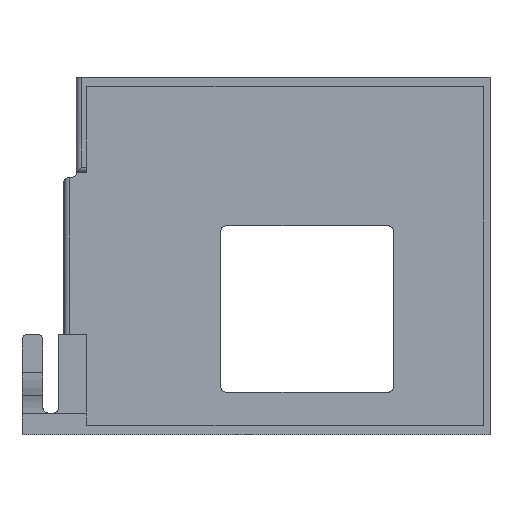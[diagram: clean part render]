
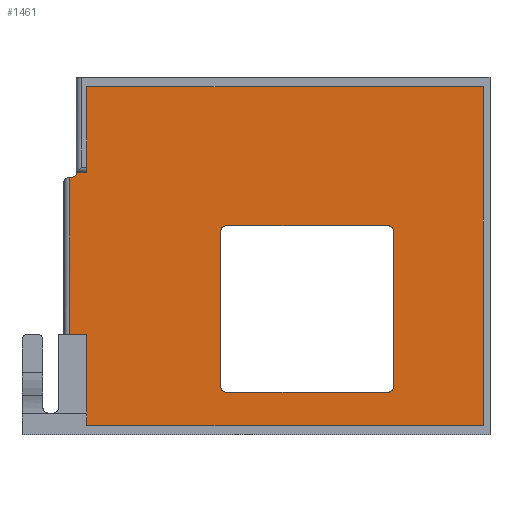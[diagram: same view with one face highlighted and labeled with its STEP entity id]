
A CAD part, top view. The second image highlights one B-rep face of the part: STEP entity #1461.
In plain terms, the highlighted planar face has unit normal (0, 0, 1).
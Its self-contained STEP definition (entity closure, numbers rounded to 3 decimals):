
#34=FACE_BOUND('',#250,.T.);
#84=PLANE('',#1615);
#163=FACE_OUTER_BOUND('',#249,.T.);
#249=EDGE_LOOP('',(#1329,#1330,#1331,#1332,#1333,#1334,#1335,#1336,#1337,
#1338));
#250=EDGE_LOOP('',(#1339,#1340,#1341,#1342,#1343,#1344,#1345,#1346));
#255=LINE('',#2064,#400);
#259=LINE('',#2076,#404);
#264=LINE('',#2085,#409);
#315=LINE('',#2258,#460);
#322=LINE('',#2278,#467);
#333=LINE('',#2306,#478);
#382=LINE('',#2460,#527);
#384=LINE('',#2464,#529);
#386=LINE('',#2468,#531);
#388=LINE('',#2472,#533);
#390=LINE('',#2475,#535);
#392=LINE('',#2482,#537);
#395=LINE('',#2493,#540);
#400=VECTOR('',#1634,10.);
#404=VECTOR('',#1646,10.);
#409=VECTOR('',#1653,10.);
#460=VECTOR('',#1782,10.);
#467=VECTOR('',#1801,10.);
#478=VECTOR('',#1822,10.);
#527=VECTOR('',#1997,10.);
#529=VECTOR('',#2001,10.);
#531=VECTOR('',#2005,10.);
#533=VECTOR('',#2009,10.);
#535=VECTOR('',#2013,10.);
#537=VECTOR('',#2021,10.);
#540=VECTOR('',#2038,10.);
#543=CIRCLE('',#1480,0.5);
#546=CIRCLE('',#1485,0.5);
#595=CIRCLE('',#1599,0.5);
#596=CIRCLE('',#1606,0.5);
#597=CIRCLE('',#1609,0.5);
#600=VERTEX_POINT('',#2054);
#601=VERTEX_POINT('',#2055);
#604=VERTEX_POINT('',#2063);
#607=VERTEX_POINT('',#2071);
#608=VERTEX_POINT('',#2075);
#611=VERTEX_POINT('',#2083);
#665=VERTEX_POINT('',#2255);
#666=VERTEX_POINT('',#2257);
#673=VERTEX_POINT('',#2276);
#684=VERTEX_POINT('',#2302);
#718=VERTEX_POINT('',#2410);
#726=VERTEX_POINT('',#2455);
#727=VERTEX_POINT('',#2459);
#728=VERTEX_POINT('',#2463);
#729=VERTEX_POINT('',#2467);
#730=VERTEX_POINT('',#2471);
#731=VERTEX_POINT('',#2477);
#732=VERTEX_POINT('',#2481);
#734=EDGE_CURVE('',#600,#601,#543,.T.);
#738=EDGE_CURVE('',#604,#601,#255,.T.);
#742=EDGE_CURVE('',#604,#607,#546,.T.);
#744=EDGE_CURVE('',#608,#607,#259,.F.);
#749=EDGE_CURVE('',#600,#611,#264,.F.);
#822=EDGE_CURVE('',#666,#665,#315,.F.);
#832=EDGE_CURVE('',#665,#673,#322,.F.);
#846=EDGE_CURVE('',#666,#684,#333,.T.);
#919=EDGE_CURVE('',#718,#726,#595,.T.);
#921=EDGE_CURVE('',#727,#718,#382,.F.);
#923=EDGE_CURVE('',#728,#727,#384,.F.);
#925=EDGE_CURVE('',#729,#728,#386,.F.);
#927=EDGE_CURVE('',#730,#729,#388,.F.);
#929=EDGE_CURVE('',#673,#730,#390,.F.);
#930=EDGE_CURVE('',#608,#731,#596,.F.);
#932=EDGE_CURVE('',#732,#731,#392,.F.);
#934=EDGE_CURVE('',#732,#611,#597,.F.);
#938=EDGE_CURVE('',#726,#684,#395,.F.);
#1329=ORIENTED_EDGE('',*,*,#846,.F.);
#1330=ORIENTED_EDGE('',*,*,#822,.T.);
#1331=ORIENTED_EDGE('',*,*,#832,.T.);
#1332=ORIENTED_EDGE('',*,*,#929,.T.);
#1333=ORIENTED_EDGE('',*,*,#927,.T.);
#1334=ORIENTED_EDGE('',*,*,#925,.T.);
#1335=ORIENTED_EDGE('',*,*,#923,.T.);
#1336=ORIENTED_EDGE('',*,*,#921,.T.);
#1337=ORIENTED_EDGE('',*,*,#919,.T.);
#1338=ORIENTED_EDGE('',*,*,#938,.T.);
#1339=ORIENTED_EDGE('',*,*,#744,.T.);
#1340=ORIENTED_EDGE('',*,*,#742,.F.);
#1341=ORIENTED_EDGE('',*,*,#738,.T.);
#1342=ORIENTED_EDGE('',*,*,#734,.F.);
#1343=ORIENTED_EDGE('',*,*,#749,.T.);
#1344=ORIENTED_EDGE('',*,*,#934,.F.);
#1345=ORIENTED_EDGE('',*,*,#932,.T.);
#1346=ORIENTED_EDGE('',*,*,#930,.F.);
#1461=ADVANCED_FACE('',(#163,#34),#84,.T.);
#1480=AXIS2_PLACEMENT_3D('',#2056,#1626,#1627);
#1485=AXIS2_PLACEMENT_3D('',#2072,#1641,#1642);
#1599=AXIS2_PLACEMENT_3D('',#2456,#1992,#1993);
#1606=AXIS2_PLACEMENT_3D('',#2478,#2016,#2017);
#1609=AXIS2_PLACEMENT_3D('',#2485,#2025,#2026);
#1615=AXIS2_PLACEMENT_3D('',#2495,#2040,#2041);
#1626=DIRECTION('center_axis',(0.,0.,1.));
#1627=DIRECTION('ref_axis',(0.707,-0.707,0.));
#1634=DIRECTION('',(0.,-1.,0.));
#1641=DIRECTION('center_axis',(0.,0.,1.));
#1642=DIRECTION('ref_axis',(0.707,0.707,0.));
#1646=DIRECTION('',(-1.,0.,0.));
#1653=DIRECTION('',(1.,0.,0.));
#1782=DIRECTION('',(-1.,0.,0.));
#1801=DIRECTION('',(0.,1.,0.));
#1822=DIRECTION('',(0.,1.,0.));
#1992=DIRECTION('center_axis',(0.,0.,-1.));
#1993=DIRECTION('ref_axis',(0.707,-0.707,0.));
#1997=DIRECTION('',(1.,0.,0.));
#2001=DIRECTION('',(0.,1.,0.));
#2005=DIRECTION('',(1.,0.,0.));
#2009=DIRECTION('',(0.,-1.,0.));
#2013=DIRECTION('',(-1.,0.,0.));
#2016=DIRECTION('center_axis',(0.,0.,-1.));
#2017=DIRECTION('ref_axis',(-0.707,0.707,0.));
#2021=DIRECTION('',(0.,-1.,0.));
#2025=DIRECTION('center_axis',(0.,0.,-1.));
#2026=DIRECTION('ref_axis',(-0.707,-0.707,0.));
#2038=DIRECTION('',(1.,0.,0.));
#2040=DIRECTION('center_axis',(0.,0.,1.));
#2041=DIRECTION('ref_axis',(1.,0.,0.));
#2054=CARTESIAN_POINT('',(7.,-13.,-1.371));
#2055=CARTESIAN_POINT('',(7.5,-12.5,-1.371));
#2056=CARTESIAN_POINT('Origin',(7.,-12.5,-1.371));
#2063=CARTESIAN_POINT('',(7.5,2.4,-1.371));
#2064=CARTESIAN_POINT('',(7.5,1.357,-1.371));
#2071=CARTESIAN_POINT('',(7.,2.9,-1.371));
#2072=CARTESIAN_POINT('Origin',(7.,2.4,-1.371));
#2075=CARTESIAN_POINT('',(-8.504,2.9,-1.371));
#2076=CARTESIAN_POINT('',(-6.392,2.9,-1.371));
#2083=CARTESIAN_POINT('',(-8.504,-13.,-1.371));
#2085=CARTESIAN_POINT('',(2.11,-13.,-1.371));
#2255=CARTESIAN_POINT('',(-21.8,-7.5,-1.371));
#2257=CARTESIAN_POINT('',(-23.5,-7.5,-1.371));
#2258=CARTESIAN_POINT('',(-13.89,-7.5,-1.371));
#2276=CARTESIAN_POINT('',(-21.8,-16.2,-1.371));
#2278=CARTESIAN_POINT('',(-21.8,-8.093,-1.371));
#2302=CARTESIAN_POINT('',(-23.5,7.5,-1.371));
#2306=CARTESIAN_POINT('',(-23.5,-6.993,-1.371));
#2410=CARTESIAN_POINT('',(-22.8,8.,-1.371));
#2455=CARTESIAN_POINT('',(-23.3,7.5,-1.371));
#2456=CARTESIAN_POINT('Origin',(-23.3,8.,-1.371));
#2459=CARTESIAN_POINT('',(-21.8,8.,-1.371));
#2460=CARTESIAN_POINT('',(-14.04,8.,-1.371));
#2463=CARTESIAN_POINT('',(-21.8,16.2,-1.371));
#2464=CARTESIAN_POINT('',(-21.8,-8.093,-1.371));
#2467=CARTESIAN_POINT('',(16.1,16.2,-1.371));
#2468=CARTESIAN_POINT('',(-12.79,16.2,-1.371));
#2471=CARTESIAN_POINT('',(16.1,-16.2,-1.371));
#2472=CARTESIAN_POINT('',(16.1,8.107,-1.371));
#2475=CARTESIAN_POINT('',(6.16,-16.2,-1.371));
#2477=CARTESIAN_POINT('',(-9.004,2.4,-1.371));
#2478=CARTESIAN_POINT('Origin',(-8.504,2.4,-1.371));
#2481=CARTESIAN_POINT('',(-9.004,-12.5,-1.371));
#2482=CARTESIAN_POINT('',(-9.004,-6.493,-1.371));
#2485=CARTESIAN_POINT('Origin',(-8.504,-12.5,-1.371));
#2493=CARTESIAN_POINT('',(-14.04,7.5,-1.371));
#2495=CARTESIAN_POINT('Origin',(-3.78,0.015,-1.371));
